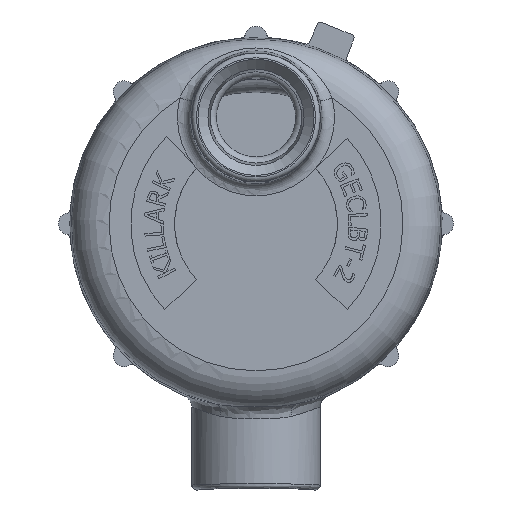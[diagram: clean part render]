
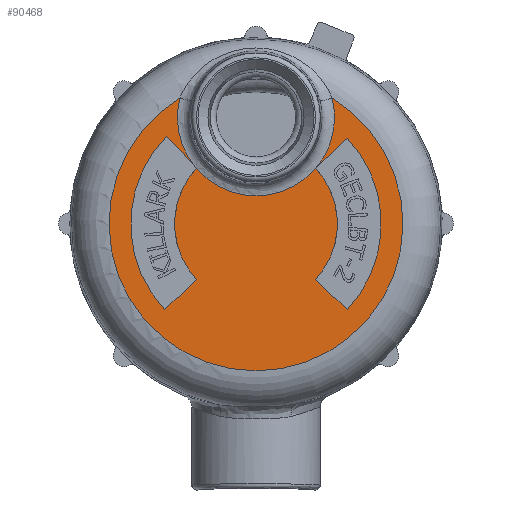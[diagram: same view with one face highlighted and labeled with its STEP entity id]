
A CAD part, front view. The second image highlights one B-rep face of the part: STEP entity #90468.
In plain terms, the highlighted planar face has unit normal (0, -1, 0).
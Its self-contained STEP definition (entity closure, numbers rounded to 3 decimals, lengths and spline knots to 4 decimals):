
#6701=PLANE('',#95613);
#10100=FACE_OUTER_BOUND('',#15247,.T.);
#15247=EDGE_LOOP('',(#64942,#64943,#64944,#64945,#64946,#64947,#64948,#64949,
#64950,#64951,#64952,#64953));
#20821=LINE('',#182427,#30136);
#20822=LINE('',#182431,#30137);
#20823=LINE('',#182436,#30138);
#20824=LINE('',#182439,#30139);
#30136=VECTOR('',#100242,0.3937);
#30137=VECTOR('',#100245,0.3937);
#30138=VECTOR('',#100250,0.3937);
#30139=VECTOR('',#100253,0.3937);
#39091=CIRCLE('',#95596,0.7837);
#39094=CIRCLE('',#95599,0.7837);
#39095=CIRCLE('',#95600,0.7837);
#39096=CIRCLE('',#95602,1.4669);
#39104=CIRCLE('',#95614,1.25);
#39105=CIRCLE('',#95615,0.8125);
#39106=CIRCLE('',#95616,0.8125);
#39107=CIRCLE('',#95617,1.25);
#40289=VERTEX_POINT('',#182279);
#40291=VERTEX_POINT('',#182287);
#40292=VERTEX_POINT('',#182290);
#40293=VERTEX_POINT('',#182292);
#40295=VERTEX_POINT('',#182301);
#40296=VERTEX_POINT('',#182306);
#40306=VERTEX_POINT('',#182426);
#40307=VERTEX_POINT('',#182428);
#40308=VERTEX_POINT('',#182430);
#40309=VERTEX_POINT('',#182433);
#40310=VERTEX_POINT('',#182435);
#40311=VERTEX_POINT('',#182437);
#49881=EDGE_CURVE('',#40289,#40291,#39091,.T.);
#49884=EDGE_CURVE('',#40292,#40293,#39094,.T.);
#49887=EDGE_CURVE('',#40295,#40296,#39095,.T.);
#49891=EDGE_CURVE('',#40291,#40292,#39096,.T.);
#49904=EDGE_CURVE('',#40289,#40306,#20821,.T.);
#49905=EDGE_CURVE('',#40306,#40307,#39104,.T.);
#49906=EDGE_CURVE('',#40307,#40308,#20822,.T.);
#49907=EDGE_CURVE('',#40308,#40296,#39105,.T.);
#49908=EDGE_CURVE('',#40295,#40309,#39106,.T.);
#49909=EDGE_CURVE('',#40309,#40310,#20823,.T.);
#49910=EDGE_CURVE('',#40310,#40311,#39107,.T.);
#49911=EDGE_CURVE('',#40311,#40293,#20824,.T.);
#64942=ORIENTED_EDGE('',*,*,#49881,.F.);
#64943=ORIENTED_EDGE('',*,*,#49904,.T.);
#64944=ORIENTED_EDGE('',*,*,#49905,.T.);
#64945=ORIENTED_EDGE('',*,*,#49906,.T.);
#64946=ORIENTED_EDGE('',*,*,#49907,.T.);
#64947=ORIENTED_EDGE('',*,*,#49887,.F.);
#64948=ORIENTED_EDGE('',*,*,#49908,.T.);
#64949=ORIENTED_EDGE('',*,*,#49909,.T.);
#64950=ORIENTED_EDGE('',*,*,#49910,.T.);
#64951=ORIENTED_EDGE('',*,*,#49911,.T.);
#64952=ORIENTED_EDGE('',*,*,#49884,.F.);
#64953=ORIENTED_EDGE('',*,*,#49891,.F.);
#90468=ADVANCED_FACE('',(#10100),#6701,.T.);
#95596=AXIS2_PLACEMENT_3D('',#182288,#100204,#100205);
#95599=AXIS2_PLACEMENT_3D('',#182293,#100210,#100211);
#95600=AXIS2_PLACEMENT_3D('',#182307,#100212,#100213);
#95602=AXIS2_PLACEMENT_3D('',#182384,#100216,#100217);
#95613=AXIS2_PLACEMENT_3D('',#182425,#100240,#100241);
#95614=AXIS2_PLACEMENT_3D('',#182429,#100243,#100244);
#95615=AXIS2_PLACEMENT_3D('',#182432,#100246,#100247);
#95616=AXIS2_PLACEMENT_3D('',#182434,#100248,#100249);
#95617=AXIS2_PLACEMENT_3D('',#182438,#100251,#100252);
#100204=DIRECTION('center_axis',(0.,-1.,0.));
#100205=DIRECTION('ref_axis',(0.,0.,-1.));
#100210=DIRECTION('center_axis',(0.,-1.,0.));
#100211=DIRECTION('ref_axis',(0.,0.,-1.));
#100212=DIRECTION('center_axis',(0.,-1.,0.));
#100213=DIRECTION('ref_axis',(0.,0.,-1.));
#100216=DIRECTION('center_axis',(0.,1.,0.));
#100217=DIRECTION('ref_axis',(1.,0.,0.));
#100240=DIRECTION('center_axis',(0.,-1.,0.));
#100241=DIRECTION('ref_axis',(0.,0.,-1.));
#100242=DIRECTION('',(0.729,0.,0.685));
#100243=DIRECTION('center_axis',(0.,1.,0.));
#100244=DIRECTION('ref_axis',(0.729,0.,-0.685));
#100245=DIRECTION('',(-0.729,0.,0.685));
#100246=DIRECTION('center_axis',(0.,-1.,0.));
#100247=DIRECTION('ref_axis',(-0.729,0.,0.685));
#100248=DIRECTION('center_axis',(0.,-1.,0.));
#100249=DIRECTION('ref_axis',(0.729,0.,-0.685));
#100250=DIRECTION('',(-0.729,0.,-0.685));
#100251=DIRECTION('center_axis',(0.,1.,0.));
#100252=DIRECTION('ref_axis',(-0.714,0.,0.701));
#100253=DIRECTION('',(0.685,0.,-0.729));
#182279=CARTESIAN_POINT('',(0.6186,0.,0.5814));
#182287=CARTESIAN_POINT('',(0.7597,0.,1.2549));
#182288=CARTESIAN_POINT('Origin',(0.,0.,1.0625));
#182290=CARTESIAN_POINT('',(-0.7597,0.,1.2549));
#182292=CARTESIAN_POINT('',(-0.6314,0.,0.5983));
#182293=CARTESIAN_POINT('Origin',(0.,0.,1.0625));
#182301=CARTESIAN_POINT('',(-0.5954,0.,0.5529));
#182306=CARTESIAN_POINT('',(0.5954,0.,0.5529));
#182307=CARTESIAN_POINT('Origin',(0.,0.,1.0625));
#182384=CARTESIAN_POINT('Origin',(0.,0.,0.));
#182425=CARTESIAN_POINT('Origin',(0.9292,0.,0.));
#182426=CARTESIAN_POINT('',(0.9108,0.,0.8561));
#182427=CARTESIAN_POINT('',(0.7021,0.,0.6599));
#182428=CARTESIAN_POINT('',(0.9108,0.,-0.8561));
#182429=CARTESIAN_POINT('Origin',(0.,0.,0.));
#182430=CARTESIAN_POINT('',(0.5921,0.,-0.5564));
#182431=CARTESIAN_POINT('',(0.5427,0.,-0.5101));
#182432=CARTESIAN_POINT('Origin',(0.,0.,0.));
#182433=CARTESIAN_POINT('',(-0.5921,0.,-0.5564));
#182434=CARTESIAN_POINT('Origin',(0.,0.,0.));
#182435=CARTESIAN_POINT('',(-0.9108,0.,-0.8561));
#182436=CARTESIAN_POINT('',(-0.2087,0.,-0.1962));
#182437=CARTESIAN_POINT('',(-0.8921,0.,0.8756));
#182438=CARTESIAN_POINT('Origin',(0.,0.,0.));
#182439=CARTESIAN_POINT('',(-0.0964,0.,0.0291));
